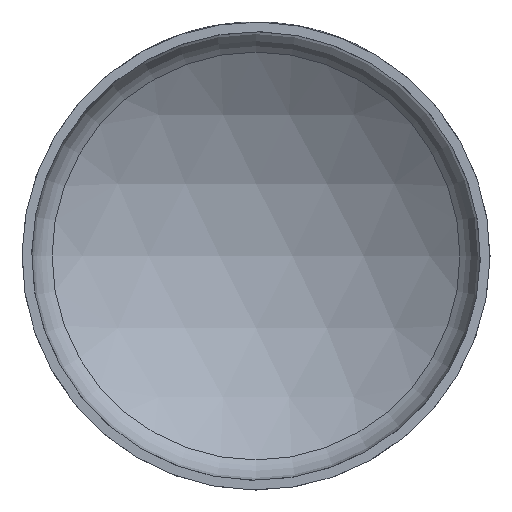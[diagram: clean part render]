
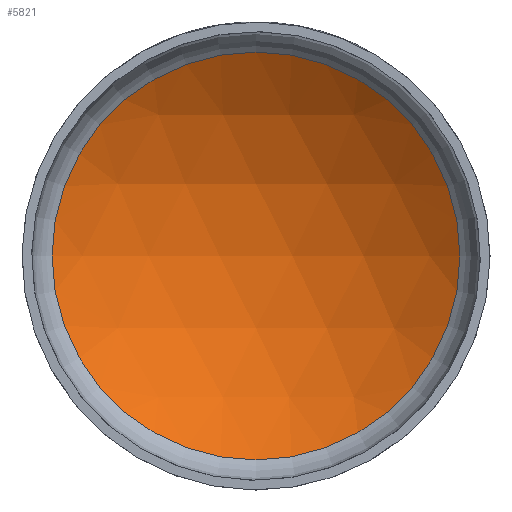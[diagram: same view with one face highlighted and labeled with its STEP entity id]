
A CAD part, left-side view. The second image highlights one B-rep face of the part: STEP entity #5821.
In plain terms, the highlighted spherical face has radius 73.43 mm.
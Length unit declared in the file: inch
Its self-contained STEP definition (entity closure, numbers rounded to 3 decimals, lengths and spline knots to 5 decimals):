
#14=SPHERICAL_SURFACE('',#6157,2.89093);
#1010=FACE_OUTER_BOUND('',#1375,.T.);
#1375=EDGE_LOOP('',(#5425));
#1509=CIRCLE('',#6158,1.74333);
#2853=VERTEX_POINT('',#12849);
#3711=EDGE_CURVE('',#2853,#2853,#1509,.T.);
#5425=ORIENTED_EDGE('',*,*,#3711,.F.);
#5821=ADVANCED_FACE('',(#1010),#14,.F.);
#6157=AXIS2_PLACEMENT_3D('',#12848,#7208,#7209);
#6158=AXIS2_PLACEMENT_3D('',#12850,#7210,#7211);
#7208=DIRECTION('center_axis',(0.,0.,1.));
#7209=DIRECTION('ref_axis',(1.,0.,0.));
#7210=DIRECTION('center_axis',(1.,0.,0.));
#7211=DIRECTION('ref_axis',(0.,1.,0.));
#12848=CARTESIAN_POINT('Origin',(-1.47393,0.,
0.));
#12849=CARTESIAN_POINT('',(0.83221,1.74333,0.));
#12850=CARTESIAN_POINT('Origin',(0.83221,0.,0.));
